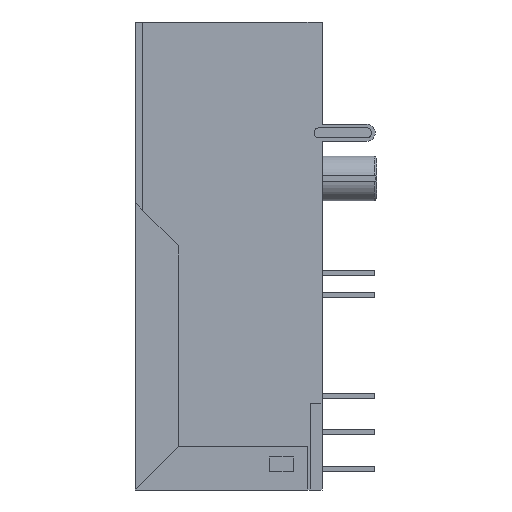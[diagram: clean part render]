
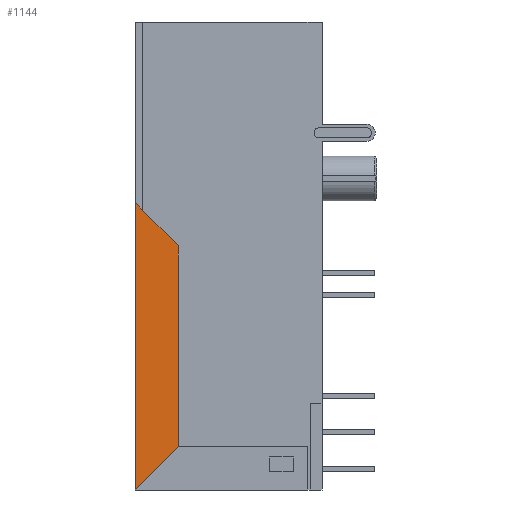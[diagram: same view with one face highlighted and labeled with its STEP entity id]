
A CAD part, left-side view. The second image highlights one B-rep face of the part: STEP entity #1144.
In plain terms, the highlighted planar face has unit normal (-1, 0, 0).
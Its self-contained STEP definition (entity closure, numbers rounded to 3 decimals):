
#955 = DIRECTION ( 'NONE',  ( 0., 0., 1. ) ) ;
#1025 = VERTEX_POINT ( 'NONE', #11712 ) ;
#1144 = ADVANCED_FACE ( 'NONE', ( #9556 ), #10924, .T. ) ;
#1310 = VERTEX_POINT ( 'NONE', #5858 ) ;
#1713 = ORIENTED_EDGE ( 'NONE', *, *, #2940, .F. ) ;
#1726 = EDGE_LOOP ( 'NONE', ( #1713, #2697, #5446, #5756, #6753 ) ) ;
#2403 = LINE ( 'NONE', #7217, #4559 ) ;
#2697 = ORIENTED_EDGE ( 'NONE', *, *, #9751, .F. ) ;
#2921 = EDGE_CURVE ( 'NONE', #1025, #5701, #10622, .T. ) ;
#2940 = EDGE_CURVE ( 'NONE', #1310, #11196, #7016, .T. ) ;
#3237 = VECTOR ( 'NONE', #9130, 1000. ) ;
#3707 = CARTESIAN_POINT ( 'NONE',  ( -8.3, 6.5, -16.3 ) ) ;
#3884 = DIRECTION ( 'NONE',  ( 0., -0.707, -0.707 ) ) ;
#4091 = AXIS2_PLACEMENT_3D ( 'NONE', #3707, #6532, #955 ) ;
#4509 = VERTEX_POINT ( 'NONE', #10384 ) ;
#4559 = VECTOR ( 'NONE', #10883, 1000. ) ;
#5446 = ORIENTED_EDGE ( 'NONE', *, *, #2921, .F. ) ;
#5701 = VERTEX_POINT ( 'NONE', #11792 ) ;
#5744 = CARTESIAN_POINT ( 'NONE',  ( -8.3, 6.5, -16.3 ) ) ;
#5751 = CARTESIAN_POINT ( 'NONE',  ( -8.3, -3.5, -6.3 ) ) ;
#5756 = ORIENTED_EDGE ( 'NONE', *, *, #6770, .F. ) ;
#5858 = CARTESIAN_POINT ( 'NONE',  ( -8.3, 3.5, -13.3 ) ) ;
#6397 = LINE ( 'NONE', #11042, #11017 ) ;
#6433 = DIRECTION ( 'NONE',  ( 0., 0.707, -0.707 ) ) ;
#6532 = DIRECTION ( 'NONE',  ( -1., 0., 0. ) ) ;
#6753 = ORIENTED_EDGE ( 'NONE', *, *, #7890, .F. ) ;
#6770 = EDGE_CURVE ( 'NONE', #4509, #1025, #10880, .T. ) ;
#7016 = LINE ( 'NONE', #11981, #11945 ) ;
#7217 = CARTESIAN_POINT ( 'NONE',  ( -8.3, 3.5, -16.3 ) ) ;
#7270 = CARTESIAN_POINT ( 'NONE',  ( -8.3, -3.5, -6.3 ) ) ;
#7890 = EDGE_CURVE ( 'NONE', #11196, #4509, #6397, .T. ) ;
#8267 = DIRECTION ( 'NONE',  ( 0., 0., 1. ) ) ;
#9130 = DIRECTION ( 'NONE',  ( 0., -0.707, -0.707 ) ) ;
#9556 = FACE_OUTER_BOUND ( 'NONE', #1726, .T. ) ;
#9751 = EDGE_CURVE ( 'NONE', #5701, #1310, #2403, .T. ) ;
#10384 = CARTESIAN_POINT ( 'NONE',  ( -8.3, 6.5, 3.7 ) ) ;
#10588 = VECTOR ( 'NONE', #3884, 1000. ) ;
#10622 = LINE ( 'NONE', #7270, #3237 ) ;
#10880 = LINE ( 'NONE', #5751, #10588 ) ;
#10883 = DIRECTION ( 'NONE',  ( 0., 0., -1. ) ) ;
#10924 = PLANE ( 'NONE',  #4091 ) ;
#11017 = VECTOR ( 'NONE', #8267, 1000. ) ;
#11042 = CARTESIAN_POINT ( 'NONE',  ( -8.3, 6.5, -16.3 ) ) ;
#11196 = VERTEX_POINT ( 'NONE', #5744 ) ;
#11712 = CARTESIAN_POINT ( 'NONE',  ( -8.3, 6., 3.2 ) ) ;
#11792 = CARTESIAN_POINT ( 'NONE',  ( -8.3, 3.5, 0.7 ) ) ;
#11945 = VECTOR ( 'NONE', #6433, 1000. ) ;
#11981 = CARTESIAN_POINT ( 'NONE',  ( -8.3, 6.5, -16.3 ) ) ;
